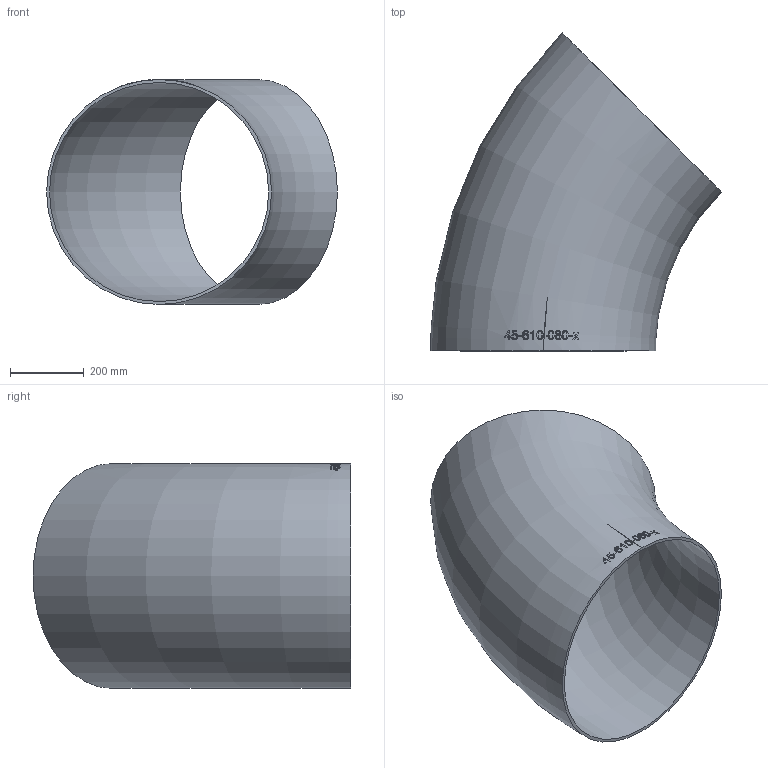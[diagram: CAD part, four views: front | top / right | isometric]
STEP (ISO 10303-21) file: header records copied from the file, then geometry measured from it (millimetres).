
FILE_DESCRIPTION (( 'STEP AP214' ), '1' );
FILE_NAME ('45-610-080-x Bogen 2005.STEP', '2020-05-04T14:49:50', ( '' ), ( '' ), 'SwSTEP 2.0', 'SolidWorks 2019', '' );
FILE_SCHEMA (( 'AUTOMOTIVE_DESIGN' ));
Length unit declared in the file: millimetre
Products named in the file (1): 45-610-080-x Bogen 2005
Bounding box: 788.37 x 861.96 x 610 mm (x, y, z)
Volume: 10861014.2 mm3; surface area: 2745566.1 mm2
Topology: 1 solids, 1 shells, 149 faces, 385 edges, 257 vertices
Faces by surface type: bspline 126, torus 21, plane 2
Entity records: 37324 total; most frequent: CARTESIAN_POINT 33258, ORIENTED_EDGE 764, EDGE_CURVE 382, B_SPLINE_CURVE_WITH_KNOTS 378, VERTEX_POINT 256, EDGE_LOOP 172, FACE_OUTER_BOUND 151, ADVANCED_FACE 149
